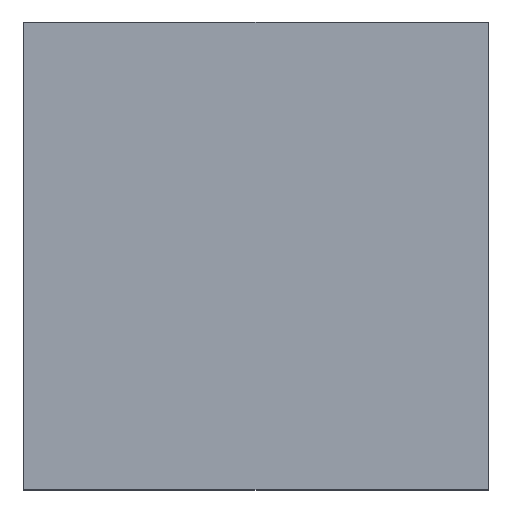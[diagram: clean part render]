
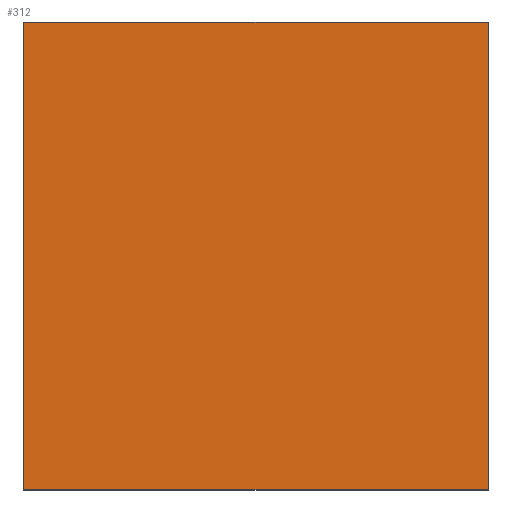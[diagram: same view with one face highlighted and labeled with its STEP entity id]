
A CAD part, top view. The second image highlights one B-rep face of the part: STEP entity #312.
In plain terms, the highlighted planar face has unit normal (0, 0, 1).
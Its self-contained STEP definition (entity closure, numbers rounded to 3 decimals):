
#80 = EDGE_LOOP ( 'NONE', ( #258, #260, #261, #96 ) ) ;
#96 = ORIENTED_EDGE ( 'NONE', *, *, #265, .T. ) ;
#167 = VERTEX_POINT ( 'NONE', #467 ) ;
#169 = EDGE_CURVE ( 'NONE', #167, #206, #466, .T. ) ;
#206 = VERTEX_POINT ( 'NONE', #504 ) ;
#232 = VERTEX_POINT ( 'NONE', #341 ) ;
#234 = VERTEX_POINT ( 'NONE', #340 ) ;
#258 = ORIENTED_EDGE ( 'NONE', *, *, #259, .T. ) ;
#259 = EDGE_CURVE ( 'NONE', #232, #206, #607, .T. ) ;
#260 = ORIENTED_EDGE ( 'NONE', *, *, #169, .F. ) ;
#261 = ORIENTED_EDGE ( 'NONE', *, *, #262, .F. ) ;
#262 = EDGE_CURVE ( 'NONE', #234, #167, #588, .T. ) ;
#265 = EDGE_CURVE ( 'NONE', #234, #232, #674, .T. ) ;
#312 = ADVANCED_FACE ( 'NONE', ( #659 ), #658, .F. ) ;
#340 = CARTESIAN_POINT ( 'NONE',  ( 44.667, 22.5, 0. ) ) ;
#341 = CARTESIAN_POINT ( 'NONE',  ( 0., 22.5, 0. ) ) ;
#463 = DIRECTION ( 'NONE',  ( -1., 0., 0. ) ) ;
#464 = VECTOR ( 'NONE', #463, 1000. ) ;
#465 = CARTESIAN_POINT ( 'NONE',  ( 44.667, -22.5, 0. ) ) ;
#466 = LINE ( 'NONE', #465, #464 ) ;
#467 = CARTESIAN_POINT ( 'NONE',  ( 44.667, -22.5, 0. ) ) ;
#504 = CARTESIAN_POINT ( 'NONE',  ( 0., -22.5, 0. ) ) ;
#587 = CARTESIAN_POINT ( 'NONE',  ( 44.667, -22.5, 0. ) ) ;
#588 = LINE ( 'NONE', #587, #605 ) ;
#604 = DIRECTION ( 'NONE',  ( 0., -1., 0. ) ) ;
#605 = VECTOR ( 'NONE', #604, 1000. ) ;
#606 = CARTESIAN_POINT ( 'NONE',  ( 0., -22.5, 0. ) ) ;
#607 = LINE ( 'NONE', #606, #673 ) ;
#654 = DIRECTION ( 'NONE',  ( 0., 1., 0. ) ) ;
#655 = DIRECTION ( 'NONE',  ( 0., 0., -1. ) ) ;
#656 = CARTESIAN_POINT ( 'NONE',  ( 44.667, -22.5, 0. ) ) ;
#657 = AXIS2_PLACEMENT_3D ( 'NONE', #656, #655, #654 ) ;
#658 = PLANE ( 'NONE',  #657 ) ;
#659 = FACE_OUTER_BOUND ( 'NONE', #80, .T. ) ;
#669 = DIRECTION ( 'NONE',  ( -1., 0., 0. ) ) ;
#670 = VECTOR ( 'NONE', #669, 1000. ) ;
#671 = CARTESIAN_POINT ( 'NONE',  ( 44.667, 22.5, 0. ) ) ;
#672 = DIRECTION ( 'NONE',  ( 0., -1., 0. ) ) ;
#673 = VECTOR ( 'NONE', #672, 1000. ) ;
#674 = LINE ( 'NONE', #671, #670 ) ;
